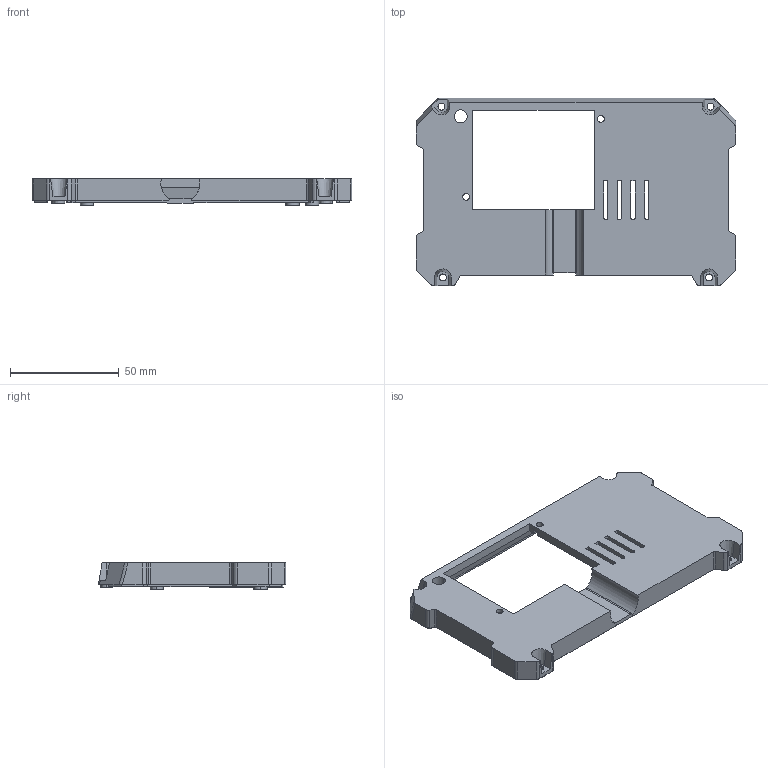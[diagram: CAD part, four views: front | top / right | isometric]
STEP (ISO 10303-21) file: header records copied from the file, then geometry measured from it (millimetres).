
FILE_DESCRIPTION(('CATIA V5 STEP Exchange'),'2;1');
FILE_NAME('BOX_back.stp','2016-07-07T15:26:12+00:00',('none'),('none'),'CATIA Version 5 Release 16 (IN-10)','CATIA V5 STEP AP203','none');
FILE_SCHEMA(('CONFIG_CONTROL_DESIGN'));
Length unit declared in the file: millimetre
Products named in the file (1): BOX_back
Bounding box: 147 x 86.17 x 12.1 mm (x, y, z)
Volume: 28034.7 mm3; surface area: 29722.4 mm2
Topology: 1 solids, 1 shells, 234 faces, 677 edges, 452 vertices
Faces by surface type: plane 138, cylinder 76, cone 16, extrusion 4
Entity records: 7612 total; most frequent: CARTESIAN_POINT 1737, ORIENTED_EDGE 1354, DIRECTION 947, EDGE_CURVE 677, VERTEX_POINT 452, VECTOR 432, LINE 428, AXIS2_PLACEMENT_3D 341
